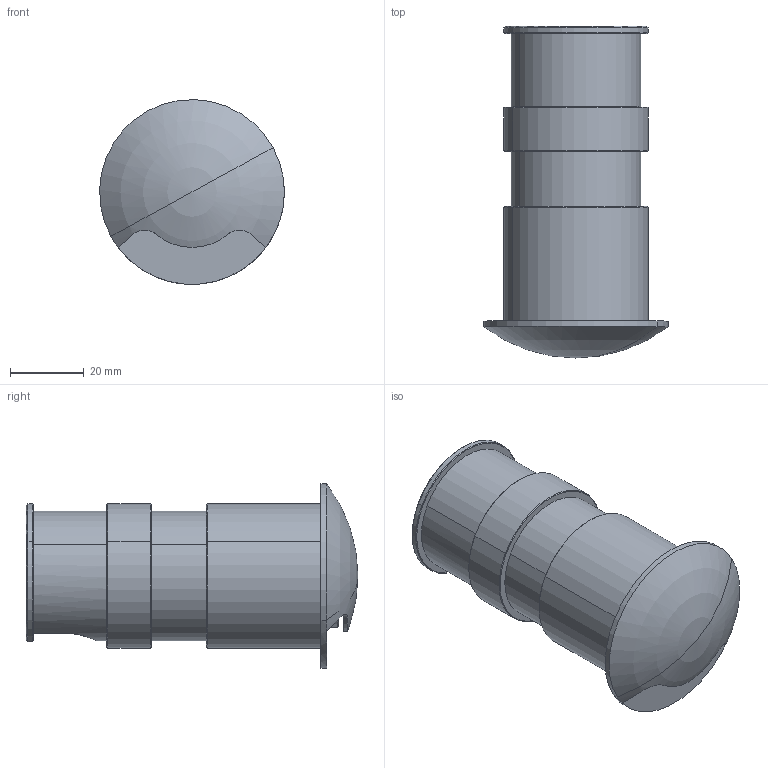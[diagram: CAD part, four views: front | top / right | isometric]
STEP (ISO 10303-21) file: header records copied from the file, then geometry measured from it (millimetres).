
FILE_DESCRIPTION(('CATIA V5 STEP Exchange','CAx-IF Rec.Pracs.--- Model Styling and Organization---1.4--- 2014-01-23','CAx-IF Rec.Pracs.---3D Tessellated Data Validation Properties---0.5---2014-09-14'),'2;1');
FILE_NAME('GW-812-1.stp','2023-03-20T06:40:26+00:00',('none'),('none'),'CATIA Version 5-6 Release 2018','CATIA V5 STEP AP242','none');
FILE_SCHEMA(('AP242_MANAGED_MODEL_BASED_3D_ENGINEERING_MIM_LF {1 0 10303 442 1 1 4}'));
Length unit declared in the file: millimetre
Products named in the file (6): Product1; 外环; 铝头; 一头; 亚克力; 铝内环
Assembly tree (5 placements, depth 2):
  Product1
    外环
    铝头
    一头
    亚克力
    铝内环
Bounding box: 49.99 x 89.8 x 49.99 mm (x, y, z)
Volume: 51952 mm3; surface area: 39363.3 mm2
Topology: 5 solids, 5 shells, 138 faces, 302 edges, 186 vertices
Faces by surface type: cylinder 66, cone 34, plane 32, sphere 4, torus 2
Entity records: 3595 total; most frequent: CARTESIAN_POINT 668, ORIENTED_EDGE 596, DIRECTION 494, EDGE_CURVE 298, AXIS2_PLACEMENT_3D 279, VERTEX_POINT 186, CIRCLE 176, EDGE_LOOP 164
